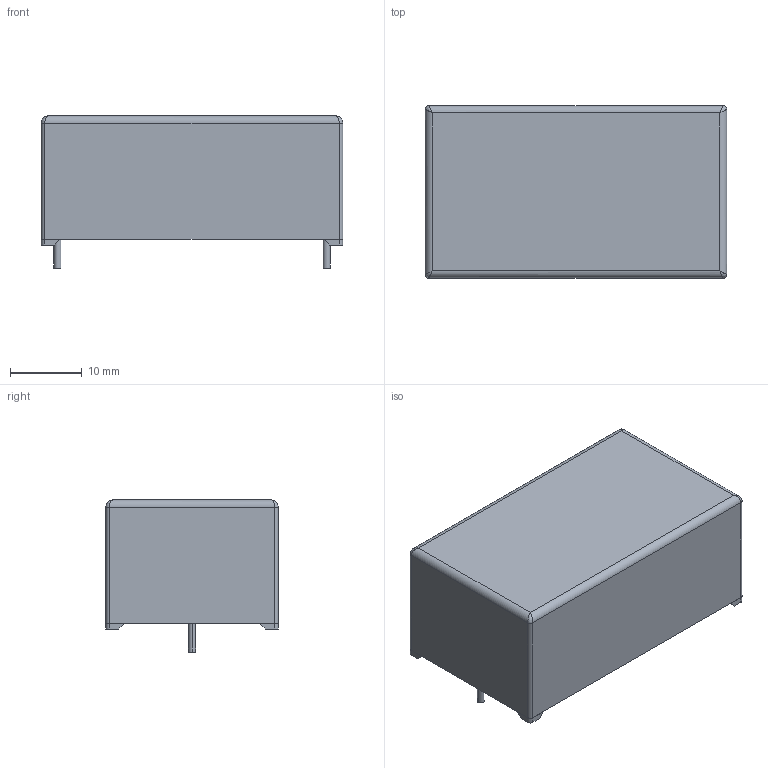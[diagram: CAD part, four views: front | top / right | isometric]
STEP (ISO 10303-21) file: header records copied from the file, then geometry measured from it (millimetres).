
FILE_DESCRIPTION((''),'2;1');
FILE_NAME('CAPR3750-2400X4200X1800.stp','2013-10-23T15:46:48',(''),(''),'Mechanical Desktop 2011','Mechanical Desktop 2011',', , ');
FILE_SCHEMA(('AUTOMOTIVE_DESIGN { 1 2 10303 214 1 1 1 1 }'));
Length unit declared in the file: millimetre
Products named in the file (1): Product
Bounding box: 42 x 24 x 21.2 mm (x, y, z)
Volume: 17321.4 mm3; surface area: 4294.8 mm2
Topology: 7 solids, 7 shells, 62 faces, 136 edges, 84 vertices
Faces by surface type: plane 26, bspline 20, cylinder 16
Entity records: 2018 total; most frequent: CARTESIAN_POINT 659, ORIENTED_EDGE 264, DIRECTION 250, EDGE_CURVE 132, VECTOR 100, LINE 100, VERTEX_POINT 84, AXIS2_PLACEMENT_3D 75
